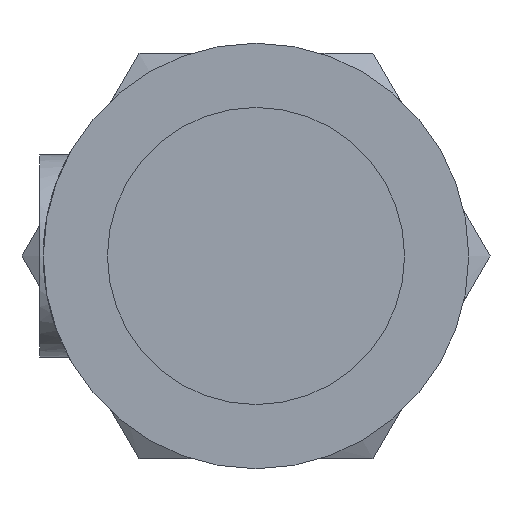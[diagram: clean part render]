
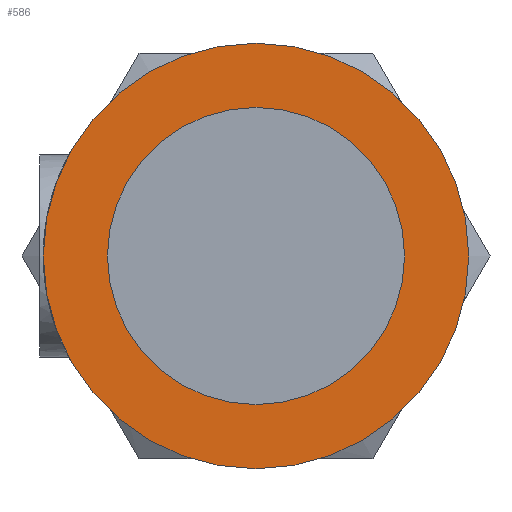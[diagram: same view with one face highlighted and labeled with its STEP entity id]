
A CAD part, front view. The second image highlights one B-rep face of the part: STEP entity #586.
In plain terms, the highlighted planar face has unit normal (0, -1, 0).
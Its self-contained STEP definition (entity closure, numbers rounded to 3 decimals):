
#552=CARTESIAN_POINT('',(-11.,2.5,0.0));
#553=VERTEX_POINT('',#552);
#554=CARTESIAN_POINT('',(0.0,2.5,0.0));
#555=DIRECTION('',(0.0,1.0,0.0));
#556=DIRECTION('',(-1.0,0.0,0.0));
#557=AXIS2_PLACEMENT_3D('',#554,#555,#556);
#558=CIRCLE('',#557,11.);
#559=EDGE_CURVE('',#553,#553,#558,.T.);
#567=CARTESIAN_POINT('',(-13.375,2.5,0.0));
#568=DIRECTION('',(0.0,-1.0,0.0));
#569=DIRECTION('',(0.0,0.0,-1.0));
#570=AXIS2_PLACEMENT_3D('',#567,#568,#569);
#571=PLANE('',#570);
#572=CARTESIAN_POINT('',(-15.75,2.5,0.0));
#573=VERTEX_POINT('',#572);
#574=CARTESIAN_POINT('',(0.0,2.5,0.0));
#575=DIRECTION('',(0.0,1.0,0.0));
#576=DIRECTION('',(-1.0,0.0,0.0));
#577=AXIS2_PLACEMENT_3D('',#574,#575,#576);
#578=CIRCLE('',#577,15.75);
#579=EDGE_CURVE('',#573,#573,#578,.T.);
#580=ORIENTED_EDGE('',*,*,#579,.F.);
#581=EDGE_LOOP('',(#580));
#582=FACE_OUTER_BOUND('',#581,.T.);
#583=ORIENTED_EDGE('',*,*,#559,.T.);
#584=EDGE_LOOP('',(#583));
#585=FACE_BOUND('',#584,.T.);
#586=ADVANCED_FACE('',(#582,#585),#571,.T.);
